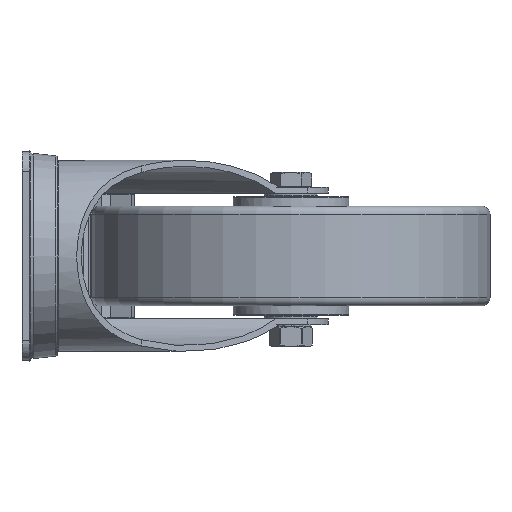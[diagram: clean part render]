
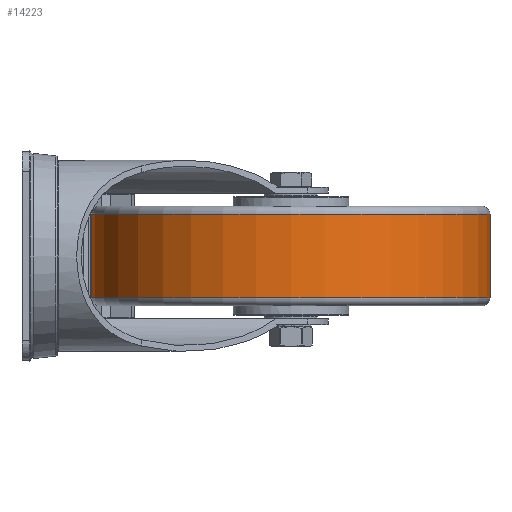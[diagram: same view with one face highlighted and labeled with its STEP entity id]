
A CAD part, left-side view. The second image highlights one B-rep face of the part: STEP entity #14223.
In plain terms, the highlighted cylindrical face has radius 100 mm (diameter 200 mm), a full revolution.
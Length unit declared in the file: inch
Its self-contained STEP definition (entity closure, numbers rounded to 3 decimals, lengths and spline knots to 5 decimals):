
#686=CYLINDRICAL_SURFACE('',#15864,3.93701);
#1529=FACE_OUTER_BOUND('',#2345,.T.);
#2345=EDGE_LOOP('',(#12148,#12149,#12150,#12151));
#3418=LINE('',#24680,#4473);
#4473=VECTOR('',#19457,3.93701);
#5347=CIRCLE('',#15863,3.93701);
#5348=CIRCLE('',#15865,3.93701);
#6588=VERTEX_POINT('',#24675);
#6589=VERTEX_POINT('',#24679);
#8504=EDGE_CURVE('',#6588,#6588,#5347,.T.);
#8505=EDGE_CURVE('',#6588,#6589,#3418,.T.);
#8506=EDGE_CURVE('',#6589,#6589,#5348,.T.);
#12148=ORIENTED_EDGE('',*,*,#8504,.F.);
#12149=ORIENTED_EDGE('',*,*,#8505,.T.);
#12150=ORIENTED_EDGE('',*,*,#8506,.T.);
#12151=ORIENTED_EDGE('',*,*,#8505,.F.);
#14223=ADVANCED_FACE('',(#1529),#686,.T.);
#15863=AXIS2_PLACEMENT_3D('',#24677,#19453,#19454);
#15864=AXIS2_PLACEMENT_3D('',#24678,#19455,#19456);
#15865=AXIS2_PLACEMENT_3D('',#24681,#19458,#19459);
#19453=DIRECTION('center_axis',(0.,0.,-1.));
#19454=DIRECTION('ref_axis',(-1.,0.,0.));
#19455=DIRECTION('center_axis',(0.,0.,-1.));
#19456=DIRECTION('ref_axis',(-1.,0.,0.));
#19457=DIRECTION('',(0.,0.,1.));
#19458=DIRECTION('center_axis',(0.,0.,-1.));
#19459=DIRECTION('ref_axis',(-1.,0.,0.));
#24675=CARTESIAN_POINT('',(3.93701,0.,-0.82677));
#24677=CARTESIAN_POINT('Origin',(0.,0.,-0.82677));
#24678=CARTESIAN_POINT('Origin',(0.,0.,-1.1752));
#24679=CARTESIAN_POINT('',(3.93701,0.,0.82677));
#24680=CARTESIAN_POINT('',(3.93701,0.,-1.1752));
#24681=CARTESIAN_POINT('Origin',(0.,0.,0.82677));
